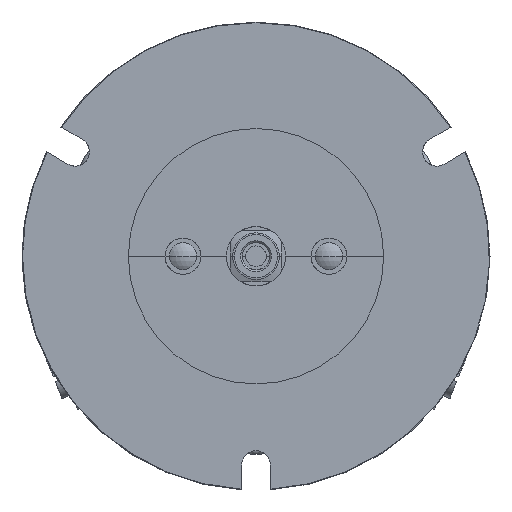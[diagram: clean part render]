
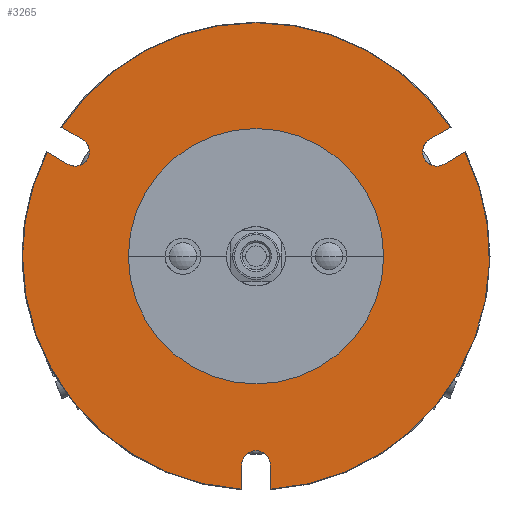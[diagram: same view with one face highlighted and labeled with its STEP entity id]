
A CAD part, front view. The second image highlights one B-rep face of the part: STEP entity #3265.
In plain terms, the highlighted planar face has unit normal (0, -1, 0).
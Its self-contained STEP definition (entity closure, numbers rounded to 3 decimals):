
#46 = CARTESIAN_POINT ( 'NONE',  ( 0., 30.163, 0. ) ) ;
#60 = VERTEX_POINT ( 'NONE', #131 ) ;
#98 = VERTEX_POINT ( 'NONE', #2168 ) ;
#129 = LINE ( 'NONE', #4949, #1658 ) ;
#131 = CARTESIAN_POINT ( 'NONE',  ( -2.75, 30.163, -40. ) ) ;
#145 = LINE ( 'NONE', #2606, #167 ) ;
#167 = VECTOR ( 'NONE', #4225, 1000. ) ;
#254 = DIRECTION ( 'NONE',  ( 0., -1., 0. ) ) ;
#271 = CARTESIAN_POINT ( 'NONE',  ( 0., 30.163, -40. ) ) ;
#284 = DIRECTION ( 'NONE',  ( 0., -1., 0. ) ) ;
#298 = EDGE_CURVE ( 'NONE', #98, #1449, #1605, .T. ) ;
#318 = VERTEX_POINT ( 'NONE', #1399 ) ;
#391 = VERTEX_POINT ( 'NONE', #5007 ) ;
#406 = VERTEX_POINT ( 'NONE', #4249 ) ;
#420 = CARTESIAN_POINT ( 'NONE',  ( 33.266, 30.163, 22.382 ) ) ;
#439 = FACE_BOUND ( 'NONE', #1495, .T. ) ;
#446 = VECTOR ( 'NONE', #2874, 1000. ) ;
#539 = CIRCLE ( 'NONE', #3504, 2.75 ) ;
#601 = EDGE_CURVE ( 'NONE', #1734, #2723, #4901, .T. ) ;
#628 = AXIS2_PLACEMENT_3D ( 'NONE', #1556, #3552, #738 ) ;
#718 = AXIS2_PLACEMENT_3D ( 'NONE', #46, #4864, #1237 ) ;
#738 = DIRECTION ( 'NONE',  ( -1., 0., 0. ) ) ;
#866 = ORIENTED_EDGE ( 'NONE', *, *, #4926, .F. ) ;
#1027 = EDGE_CURVE ( 'NONE', #406, #4115, #1708, .T. ) ;
#1028 = CARTESIAN_POINT ( 'NONE',  ( 2.75, 30.163, -44.641 ) ) ;
#1049 = AXIS2_PLACEMENT_3D ( 'NONE', #4603, #5015, #1828 ) ;
#1054 = ORIENTED_EDGE ( 'NONE', *, *, #1319, .F. ) ;
#1079 = CARTESIAN_POINT ( 'NONE',  ( 0., 30.163, 0. ) ) ;
#1164 = CIRCLE ( 'NONE', #3793, 23.99 ) ;
#1180 = CARTESIAN_POINT ( 'NONE',  ( 0., 30.163, 0. ) ) ;
#1200 = EDGE_CURVE ( 'NONE', #60, #3797, #2284, .T. ) ;
#1237 = DIRECTION ( 'NONE',  ( 1., 0., 0. ) ) ;
#1259 = AXIS2_PLACEMENT_3D ( 'NONE', #1079, #2293, #2686 ) ;
#1311 = CARTESIAN_POINT ( 'NONE',  ( 33.266, 30.163, 22.382 ) ) ;
#1319 = EDGE_CURVE ( 'NONE', #2034, #391, #3606, .T. ) ;
#1399 = CARTESIAN_POINT ( 'NONE',  ( -44.726, 30.163, 0. ) ) ;
#1449 = VERTEX_POINT ( 'NONE', #3871 ) ;
#1475 = VERTEX_POINT ( 'NONE', #3342 ) ;
#1493 = DIRECTION ( 'NONE',  ( 0., -1., 0. ) ) ;
#1495 = EDGE_LOOP ( 'NONE', ( #1054, #3141 ) ) ;
#1525 = EDGE_CURVE ( 'NONE', #3007, #1475, #129, .T. ) ;
#1552 = CARTESIAN_POINT ( 'NONE',  ( 0., 30.163, 0. ) ) ;
#1556 = CARTESIAN_POINT ( 'NONE',  ( 0., 30.163, 0. ) ) ;
#1560 = DIRECTION ( 'NONE',  ( 1., 0., 0. ) ) ;
#1605 = LINE ( 'NONE', #2819, #446 ) ;
#1658 = VECTOR ( 'NONE', #4126, 1000. ) ;
#1708 = LINE ( 'NONE', #1311, #4059 ) ;
#1734 = VERTEX_POINT ( 'NONE', #1028 ) ;
#1828 = DIRECTION ( 'NONE',  ( 0.5, 0., 0.866 ) ) ;
#1931 = DIRECTION ( 'NONE',  ( 0., 0., -1. ) ) ;
#2014 = AXIS2_PLACEMENT_3D ( 'NONE', #271, #1493, #4304 ) ;
#2034 = VERTEX_POINT ( 'NONE', #2833 ) ;
#2050 = DIRECTION ( 'NONE',  ( 0., 1., 0. ) ) ;
#2130 = DIRECTION ( 'NONE',  ( -0.866, 0., -0.5 ) ) ;
#2168 = CARTESIAN_POINT ( 'NONE',  ( -40.036, 30.163, 19.939 ) ) ;
#2210 = CARTESIAN_POINT ( 'NONE',  ( -2.75, 30.163, -44.641 ) ) ;
#2284 = LINE ( 'NONE', #4715, #4723 ) ;
#2293 = DIRECTION ( 'NONE',  ( 0., -1., 0. ) ) ;
#2299 = EDGE_CURVE ( 'NONE', #318, #3797, #3815, .T. ) ;
#2312 = EDGE_CURVE ( 'NONE', #1734, #2961, #2868, .T. ) ;
#2373 = DIRECTION ( 'NONE',  ( 0., -1., 0. ) ) ;
#2374 = EDGE_CURVE ( 'NONE', #406, #1475, #4875, .T. ) ;
#2451 = ORIENTED_EDGE ( 'NONE', *, *, #1525, .F. ) ;
#2606 = CARTESIAN_POINT ( 'NONE',  ( 36.016, 30.163, 17.618 ) ) ;
#2686 = DIRECTION ( 'NONE',  ( -1., 0., 0. ) ) ;
#2723 = VERTEX_POINT ( 'NONE', #5141 ) ;
#2752 = ORIENTED_EDGE ( 'NONE', *, *, #2374, .T. ) ;
#2770 = DIRECTION ( 'NONE',  ( -1., 0., 0. ) ) ;
#2776 = EDGE_CURVE ( 'NONE', #391, #2034, #1164, .T. ) ;
#2819 = CARTESIAN_POINT ( 'NONE',  ( -36.016, 30.163, 17.618 ) ) ;
#2833 = CARTESIAN_POINT ( 'NONE',  ( -23.99, 30.163, 0. ) ) ;
#2868 = CIRCLE ( 'NONE', #1259, 44.726 ) ;
#2874 = DIRECTION ( 'NONE',  ( 0.866, 0., -0.5 ) ) ;
#2932 = VECTOR ( 'NONE', #3720, 1000. ) ;
#2961 = VERTEX_POINT ( 'NONE', #5065 ) ;
#3007 = VERTEX_POINT ( 'NONE', #4286 ) ;
#3038 = AXIS2_PLACEMENT_3D ( 'NONE', #1552, #4780, #2770 ) ;
#3054 = ORIENTED_EDGE ( 'NONE', *, *, #4192, .F. ) ;
#3110 = ORIENTED_EDGE ( 'NONE', *, *, #4737, .F. ) ;
#3123 = EDGE_CURVE ( 'NONE', #98, #318, #3241, .T. ) ;
#3128 = CARTESIAN_POINT ( 'NONE',  ( 36.016, 30.163, 17.618 ) ) ;
#3141 = ORIENTED_EDGE ( 'NONE', *, *, #2776, .F. ) ;
#3170 = EDGE_CURVE ( 'NONE', #4115, #4452, #539, .T. ) ;
#3211 = ORIENTED_EDGE ( 'NONE', *, *, #1027, .F. ) ;
#3241 = CIRCLE ( 'NONE', #628, 44.726 ) ;
#3265 = ADVANCED_FACE ( 'NONE', ( #4072, #439 ), #3340, .F. ) ;
#3285 = ORIENTED_EDGE ( 'NONE', *, *, #298, .F. ) ;
#3340 = PLANE ( 'NONE',  #4840 ) ;
#3342 = CARTESIAN_POINT ( 'NONE',  ( -37.286, 30.163, 24.702 ) ) ;
#3499 = DIRECTION ( 'NONE',  ( -1., 0., 0. ) ) ;
#3504 = AXIS2_PLACEMENT_3D ( 'NONE', #4405, #2373, #5213 ) ;
#3505 = ORIENTED_EDGE ( 'NONE', *, *, #601, .F. ) ;
#3529 = CARTESIAN_POINT ( 'NONE',  ( 0., 30.163, 0. ) ) ;
#3552 = DIRECTION ( 'NONE',  ( 0., -1., 0. ) ) ;
#3606 = CIRCLE ( 'NONE', #718, 23.99 ) ;
#3678 = DIRECTION ( 'NONE',  ( -1., 0., 0. ) ) ;
#3705 = ORIENTED_EDGE ( 'NONE', *, *, #2312, .T. ) ;
#3720 = DIRECTION ( 'NONE',  ( 0., 0., 1. ) ) ;
#3734 = CARTESIAN_POINT ( 'NONE',  ( -44.826, 30.163, 0. ) ) ;
#3745 = ORIENTED_EDGE ( 'NONE', *, *, #1200, .F. ) ;
#3789 = ORIENTED_EDGE ( 'NONE', *, *, #3123, .T. ) ;
#3793 = AXIS2_PLACEMENT_3D ( 'NONE', #3529, #284, #1560 ) ;
#3797 = VERTEX_POINT ( 'NONE', #2210 ) ;
#3815 = CIRCLE ( 'NONE', #4468, 44.726 ) ;
#3848 = EDGE_LOOP ( 'NONE', ( #4361, #3211, #2752, #2451, #3054, #3285, #3789, #4701, #3745, #3110, #3505, #3705, #866 ) ) ;
#3871 = CARTESIAN_POINT ( 'NONE',  ( -36.016, 30.163, 17.618 ) ) ;
#4059 = VECTOR ( 'NONE', #2130, 1000. ) ;
#4072 = FACE_OUTER_BOUND ( 'NONE', #3848, .T. ) ;
#4115 = VERTEX_POINT ( 'NONE', #420 ) ;
#4126 = DIRECTION ( 'NONE',  ( -0.866, 0., 0.5 ) ) ;
#4136 = CARTESIAN_POINT ( 'NONE',  ( 2.75, 30.163, -40. ) ) ;
#4192 = EDGE_CURVE ( 'NONE', #1449, #3007, #4948, .T. ) ;
#4225 = DIRECTION ( 'NONE',  ( 0.866, 0., 0.5 ) ) ;
#4249 = CARTESIAN_POINT ( 'NONE',  ( 37.286, 30.163, 24.702 ) ) ;
#4286 = CARTESIAN_POINT ( 'NONE',  ( -33.266, 30.163, 22.382 ) ) ;
#4304 = DIRECTION ( 'NONE',  ( -1., 0., 0. ) ) ;
#4361 = ORIENTED_EDGE ( 'NONE', *, *, #3170, .F. ) ;
#4405 = CARTESIAN_POINT ( 'NONE',  ( 34.641, 30.163, 20. ) ) ;
#4452 = VERTEX_POINT ( 'NONE', #3128 ) ;
#4468 = AXIS2_PLACEMENT_3D ( 'NONE', #1180, #254, #3499 ) ;
#4603 = CARTESIAN_POINT ( 'NONE',  ( -34.641, 30.163, 20. ) ) ;
#4701 = ORIENTED_EDGE ( 'NONE', *, *, #2299, .T. ) ;
#4715 = CARTESIAN_POINT ( 'NONE',  ( -2.75, 30.163, -40. ) ) ;
#4723 = VECTOR ( 'NONE', #1931, 1000. ) ;
#4737 = EDGE_CURVE ( 'NONE', #2723, #60, #5155, .T. ) ;
#4780 = DIRECTION ( 'NONE',  ( 0., -1., 0. ) ) ;
#4840 = AXIS2_PLACEMENT_3D ( 'NONE', #3734, #2050, #3678 ) ;
#4864 = DIRECTION ( 'NONE',  ( 0., -1., 0. ) ) ;
#4875 = CIRCLE ( 'NONE', #3038, 44.726 ) ;
#4901 = LINE ( 'NONE', #4136, #2932 ) ;
#4926 = EDGE_CURVE ( 'NONE', #4452, #2961, #145, .T. ) ;
#4948 = CIRCLE ( 'NONE', #1049, 2.75 ) ;
#4949 = CARTESIAN_POINT ( 'NONE',  ( -33.266, 30.163, 22.382 ) ) ;
#5007 = CARTESIAN_POINT ( 'NONE',  ( 23.99, 30.163, 0. ) ) ;
#5015 = DIRECTION ( 'NONE',  ( 0., -1., 0. ) ) ;
#5065 = CARTESIAN_POINT ( 'NONE',  ( 40.036, 30.163, 19.939 ) ) ;
#5141 = CARTESIAN_POINT ( 'NONE',  ( 2.75, 30.163, -40. ) ) ;
#5155 = CIRCLE ( 'NONE', #2014, 2.75 ) ;
#5213 = DIRECTION ( 'NONE',  ( 0.5, 0., -0.866 ) ) ;
